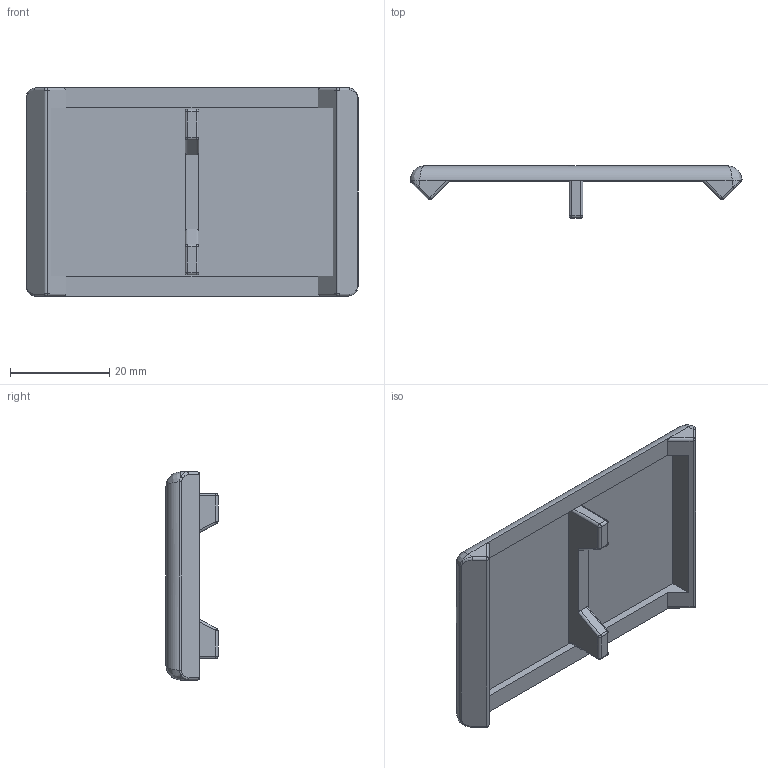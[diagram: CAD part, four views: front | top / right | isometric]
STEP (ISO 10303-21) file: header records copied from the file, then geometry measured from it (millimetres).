
FILE_DESCRIPTION(/* description */ (''),/* implementation_level */ '2;1');
FILE_NAME(/* name */ '304343Z.stp',/* time_stamp */ '2014-03-14T13:53:46+01:00',/* author */ ('jank'),/* organization */ ('Alutec K&K'),/* preprocessor_version */ 'ST-DEVELOPER v15.2',/* originating_system */ 'Autodesk Inventor 2014',/* authorisation */ '');
FILE_SCHEMA (('AUTOMOTIVE_DESIGN { 1 0 10303 214 3 1 1 }'));
Length unit declared in the file: millimetre
Products named in the file (1): 304343Z
Bounding box: 66.98 x 10.5 x 42 mm (x, y, z)
Volume: 6685.7 mm3; surface area: 7147.2 mm2
Topology: 1 solids, 1 shells, 85 faces, 198 edges, 104 vertices
Faces by surface type: cylinder 36, plane 25, sphere 12, bspline 12
Entity records: 2552 total; most frequent: CARTESIAN_POINT 666, DIRECTION 410, ORIENTED_EDGE 372, EDGE_CURVE 186, AXIS2_PLACEMENT_3D 156, VERTEX_POINT 104, LINE 98, VECTOR 98
